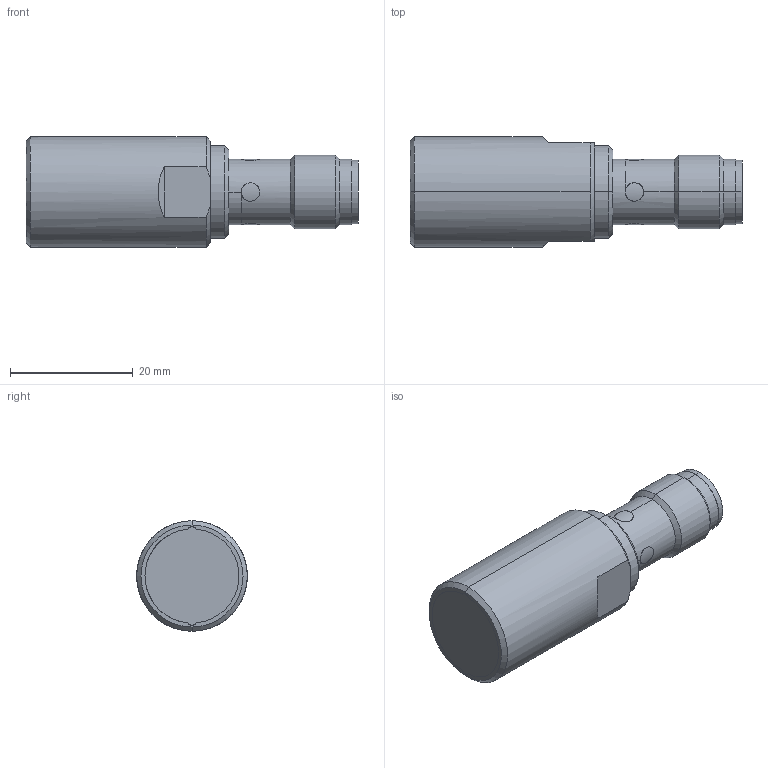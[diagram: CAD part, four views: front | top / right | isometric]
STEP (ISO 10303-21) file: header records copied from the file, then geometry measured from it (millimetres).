
FILE_DESCRIPTION((''),'2;1');
FILE_NAME('SHORT_FLUSH_PLUG_ASM','2018-05-23T',('Eric.Zhang'),(''),'PRO/ENGINEER BY PARAMETRIC TECHNOLOGY CORPORATION, 2007450','PRO/ENGINEER BY PARAMETRIC TECHNOLOGY CORPORATION, 2007450','');
FILE_SCHEMA(('AUTOMOTIVE_DESIGN_CC2 { 1 2 10303 214 -1 1 5 2 }'));
Length unit declared in the file: millimetre
Products named in the file (7): 84-026; 93-012; 44-044; 58-212; SHORT_FLUSH_PLUG_PCB; COMPOUND_SFP; SHORT_FLUSH_PLUG_ASM
Assembly tree (6 placements, depth 2):
  SHORT_FLUSH_PLUG_ASM
    84-026
    93-012
    44-044
    58-212
    SHORT_FLUSH_PLUG_PCB
    COMPOUND_SFP
Bounding box: 54 x 18 x 18 mm (x, y, z)
Volume: 9540 mm3; surface area: 12318.2 mm2
Topology: 8 solids, 8 shells, 352 faces, 858 edges, 541 vertices
Faces by surface type: cylinder 148, plane 114, cone 64, torus 18, sphere 8
Entity records: 12698 total; most frequent: CARTESIAN_POINT 2392, DIRECTION 1923, ORIENTED_EDGE 1700, EDGE_CURVE 850, AXIS2_PLACEMENT_3D 769, VERTEX_POINT 541, PRESENTATION_STYLE_ASSIGNMENT 535, STYLED_ITEM 535
